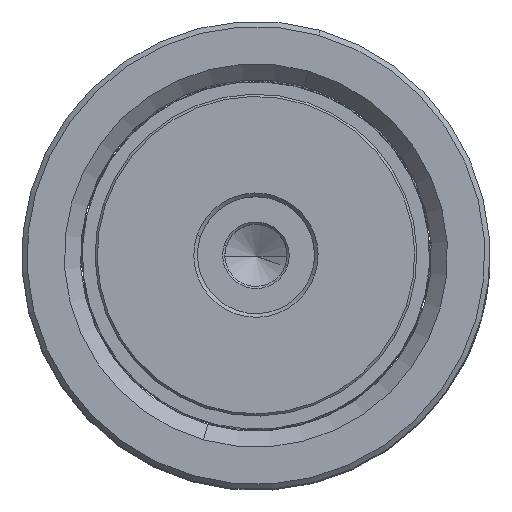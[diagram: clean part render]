
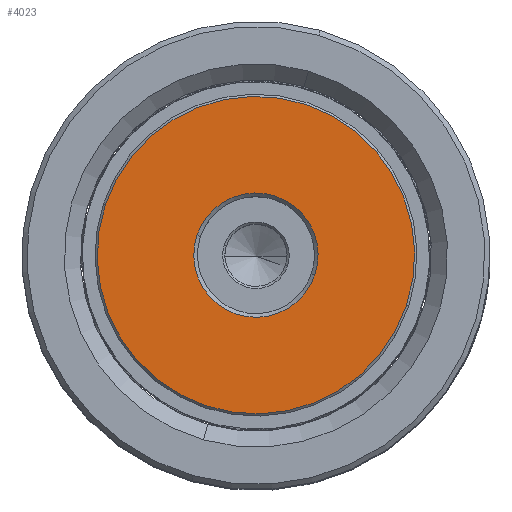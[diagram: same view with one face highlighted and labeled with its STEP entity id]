
A CAD part, top view. The second image highlights one B-rep face of the part: STEP entity #4023.
In plain terms, the highlighted face is planar.
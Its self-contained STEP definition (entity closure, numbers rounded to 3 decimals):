
#649 = EDGE_CURVE ( 'NONE', #1098, #29980, #7058, .T. ) ;
#1098 = VERTEX_POINT ( 'NONE', #10859 ) ;
#2434 = DIRECTION ( 'NONE',  ( 0., 0., 1. ) ) ;
#2517 = CARTESIAN_POINT ( 'NONE',  ( -8.5, 0., 0. ) ) ;
#3113 = FACE_BOUND ( 'NONE', #22255, .T. ) ;
#4023 = ADVANCED_FACE ( 'NONE', ( #7117, #3113 ), #4946, .F. ) ;
#4946 = PLANE ( 'NONE',  #23726 ) ;
#5203 = CARTESIAN_POINT ( 'NONE',  ( 0., 0., 0. ) ) ;
#7058 = CIRCLE ( 'NONE', #27634, 21.7 ) ;
#7117 = FACE_OUTER_BOUND ( 'NONE', #24646, .T. ) ;
#7458 = DIRECTION ( 'NONE',  ( 0., 0., -1. ) ) ;
#7723 = CIRCLE ( 'NONE', #9054, 8.5 ) ;
#8031 = DIRECTION ( 'NONE',  ( 1., 0., 0. ) ) ;
#9054 = AXIS2_PLACEMENT_3D ( 'NONE', #11065, #31308, #33922 ) ;
#10530 = CARTESIAN_POINT ( 'NONE',  ( 0., 0., 0. ) ) ;
#10859 = CARTESIAN_POINT ( 'NONE',  ( 21.7, 0., 0. ) ) ;
#11065 = CARTESIAN_POINT ( 'NONE',  ( 0., 0., 0. ) ) ;
#13299 = VERTEX_POINT ( 'NONE', #2517 ) ;
#16941 = DIRECTION ( 'NONE',  ( 0., 0., -1. ) ) ;
#17535 = AXIS2_PLACEMENT_3D ( 'NONE', #18006, #21078, #20839 ) ;
#18006 = CARTESIAN_POINT ( 'NONE',  ( 0., 0., 0. ) ) ;
#18649 = ORIENTED_EDGE ( 'NONE', *, *, #20309, .T. ) ;
#20309 = EDGE_CURVE ( 'NONE', #13299, #30142, #25918, .T. ) ;
#20675 = ORIENTED_EDGE ( 'NONE', *, *, #30752, .T. ) ;
#20839 = DIRECTION ( 'NONE',  ( 1., 0., 0. ) ) ;
#21078 = DIRECTION ( 'NONE',  ( 0., 0., 1. ) ) ;
#21926 = EDGE_CURVE ( 'NONE', #30142, #13299, #7723, .T. ) ;
#22255 = EDGE_LOOP ( 'NONE', ( #18649, #30703 ) ) ;
#23726 = AXIS2_PLACEMENT_3D ( 'NONE', #24708, #2434, #8031 ) ;
#24617 = DIRECTION ( 'NONE',  ( 1., 0., 0. ) ) ;
#24646 = EDGE_LOOP ( 'NONE', ( #32657, #20675 ) ) ;
#24708 = CARTESIAN_POINT ( 'NONE',  ( 0., 0., 0. ) ) ;
#24971 = DIRECTION ( 'NONE',  ( 1., 0., 0. ) ) ;
#25622 = CARTESIAN_POINT ( 'NONE',  ( -21.7, 0., 0. ) ) ;
#25739 = CARTESIAN_POINT ( 'NONE',  ( 8.5, 0., 0. ) ) ;
#25918 = CIRCLE ( 'NONE', #17535, 8.5 ) ;
#27634 = AXIS2_PLACEMENT_3D ( 'NONE', #5203, #16941, #24971 ) ;
#29980 = VERTEX_POINT ( 'NONE', #25622 ) ;
#30142 = VERTEX_POINT ( 'NONE', #25739 ) ;
#30703 = ORIENTED_EDGE ( 'NONE', *, *, #21926, .T. ) ;
#30752 = EDGE_CURVE ( 'NONE', #29980, #1098, #36220, .T. ) ;
#31308 = DIRECTION ( 'NONE',  ( 0., 0., 1. ) ) ;
#32657 = ORIENTED_EDGE ( 'NONE', *, *, #649, .T. ) ;
#33245 = AXIS2_PLACEMENT_3D ( 'NONE', #10530, #7458, #24617 ) ;
#33922 = DIRECTION ( 'NONE',  ( 1., 0., 0. ) ) ;
#36220 = CIRCLE ( 'NONE', #33245, 21.7 ) ;
